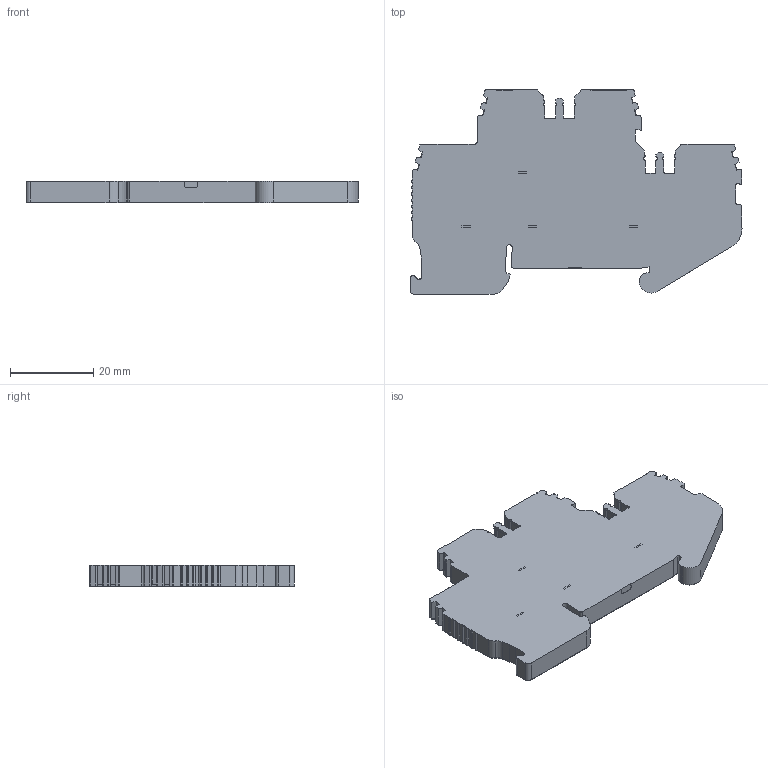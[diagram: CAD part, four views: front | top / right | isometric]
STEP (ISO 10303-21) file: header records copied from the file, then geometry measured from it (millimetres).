
FILE_DESCRIPTION (( 'STEP AP214' ), '1' );
FILE_NAME ('310169_CTP 2.5_2F_GR.STP', '2016-07-28T09:37:44', ( '' ), ( '' ), 'SwSTEP 2.0', 'SolidWorks 2016', '' );
FILE_SCHEMA (( 'AUTOMOTIVE_DESIGN' ));
Length unit declared in the file: millimetre
Products named in the file (1): 310169_CTP 2.5_2F_GR
Bounding box: 79.79 x 49.09 x 5.15 mm (x, y, z)
Volume: 14689.3 mm3; surface area: 7481.7 mm2
Topology: 1 solids, 1 shells, 781 faces, 2305 edges, 1537 vertices
Faces by surface type: plane 459, cylinder 322
Entity records: 26156 total; most frequent: CARTESIAN_POINT 4712, ORIENTED_EDGE 4610, DIRECTION 4466, EDGE_CURVE 2305, LINE 1656, VECTOR 1656, VERTEX_POINT 1537, AXIS2_PLACEMENT_3D 1405
